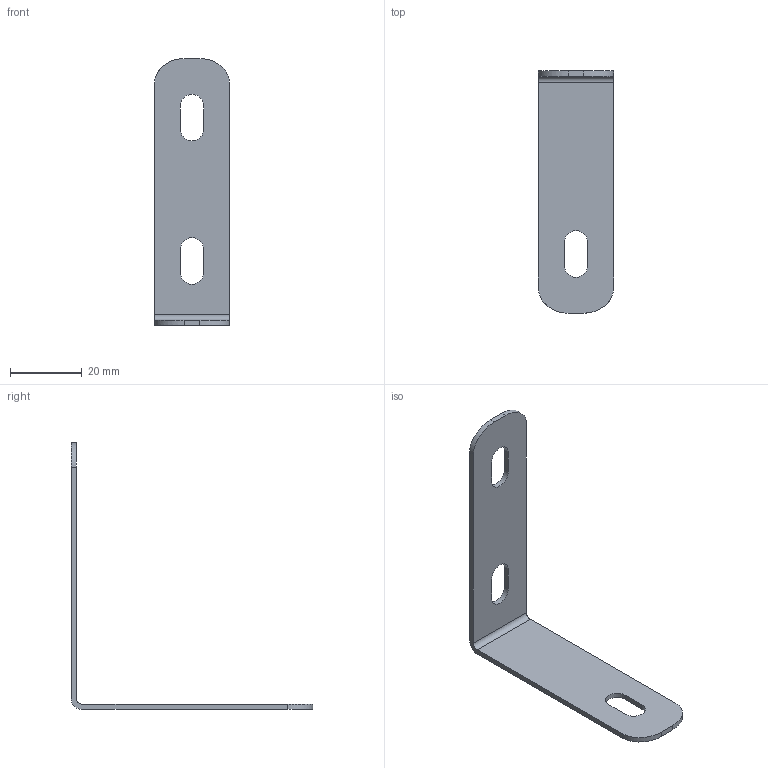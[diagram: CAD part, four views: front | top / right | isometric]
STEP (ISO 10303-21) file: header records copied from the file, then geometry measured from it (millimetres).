
FILE_DESCRIPTION(('HOOPS Exchange Step'),'2;1');
FILE_NAME('DN20.stp','2025-06-30T14:48:08+02:00',('nieru'),('Unknown organisation'),'HOOPS Exchange 2024.2','HOOPS Exchange','Unknown authorisation');
FILE_SCHEMA( ('AP203_CONFIGURATION_CONTROLLED_3D_DESIGN_OF_MECHANICAL_PARTS_AND_ASSEMBLIES_MIM_LF') );
Length unit declared in the file: millimetre
Products named in the file (1): root
Bounding box: 20.94 x 67.48 x 74.48 mm (x, y, z)
Volume: 3966.2 mm3; surface area: 5902.4 mm2
Topology: 1 solids, 1 shells, 26 faces, 72 edges, 48 vertices
Faces by surface type: plane 14, cylinder 8, extrusion 4
Entity records: 881 total; most frequent: CARTESIAN_POINT 195, ORIENTED_EDGE 144, DIRECTION 130, EDGE_CURVE 72, VECTOR 52, VERTEX_POINT 48, LINE 48, AXIS2_PLACEMENT_3D 39
